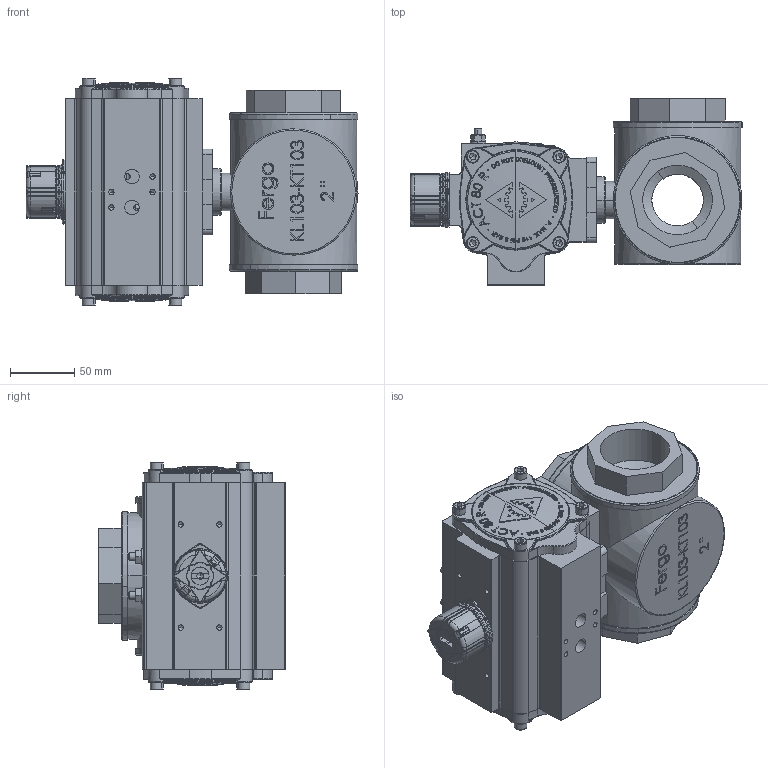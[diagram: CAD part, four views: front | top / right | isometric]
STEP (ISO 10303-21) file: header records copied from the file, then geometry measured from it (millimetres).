
FILE_DESCRIPTION (( 'STEP AP214' ), '1' );
FILE_NAME ('KL103-KT103-3-Wege-Kugelhahn-2-Zoll-PN63-DA80-Doppeltwirkend-Schwenkantrieb-Fergo.STEP', '2023-04-11T09:46:42', ( '' ), ( '' ), 'SwSTEP 2.0', 'SolidWorks 2022', '' );
FILE_SCHEMA (( 'AUTOMOTIVE_DESIGN' ));
Length unit declared in the file: millimetre
Products named in the file (3): KL103-KT103-3-Wege-Kugelhahn-2-Zoll-PN63-DA80-Doppeltwirkend-Schwenkantrieb-Fergo; KL103-KT103-3-Wege-Kugelhahn-2-Zoll-PN63-FW_Standard; 0080 ADA
Assembly tree (2 placements, depth 2):
  KL103-KT103-3-Wege-Kugelhahn-2-Zoll-PN63-DA80-Doppeltwirkend-Schwenkantrieb-Fergo
    KL103-KT103-3-Wege-Kugelhahn-2-Zoll-PN63-FW_Standard
    0080 ADA
Bounding box: 257.78 x 144.6 x 176.9 mm (x, y, z)
Volume: 772488.9 mm3; surface area: 384819.2 mm2
Topology: 28 solids, 29 shells, 5285 faces, 14334 edges, 9259 vertices
Faces by surface type: plane 2780, cylinder 1040, bspline 726, cone 285, torus 241, sphere 213
Entity records: 212008 total; most frequent: CARTESIAN_POINT 80805, ORIENTED_EDGE 28350, DIRECTION 26857, EDGE_CURVE 14176, AXIS2_PLACEMENT_3D 10517, VERTEX_POINT 9250, CIRCLE 5952, VECTOR 5823
